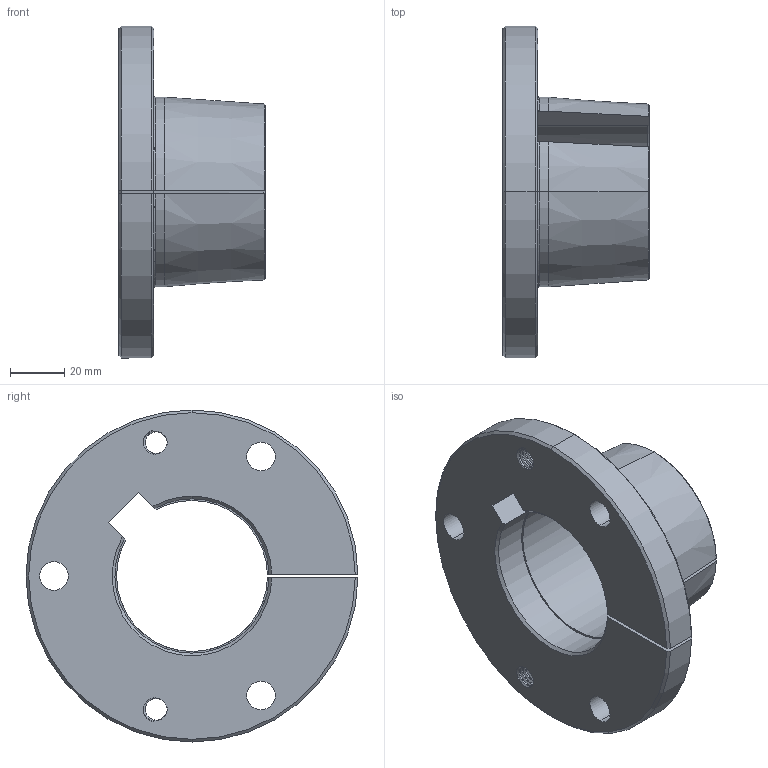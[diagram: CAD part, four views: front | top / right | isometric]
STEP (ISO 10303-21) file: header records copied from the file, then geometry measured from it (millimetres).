
FILE_DESCRIPTION (( 'STEP AP214' ), '1' );
FILE_NAME ('SMR4-TBK-35.step', '2016-11-22T21:14:39', ( '' ), ( '' ), 'SwSTEP 2.0', 'SolidWorks 2016', '' );
FILE_SCHEMA (( 'AUTOMOTIVE_DESIGN' ));
Length unit declared in the file: inch
Products named in the file (1): SMR4-TBK-35
Bounding box: 54 x 122.2 x 122.2 mm (x, y, z)
Volume: 155270.9 mm3; surface area: 42503.7 mm2
Topology: 1 solids, 1 shells, 128 faces, 372 edges, 246 vertices
Faces by surface type: cylinder 92, cone 18, plane 11, bspline 7
Entity records: 6113 total; most frequent: CARTESIAN_POINT 3123, ORIENTED_EDGE 744, DIRECTION 512, EDGE_CURVE 372, VERTEX_POINT 246, AXIS2_PLACEMENT_3D 194, EDGE_LOOP 138, FACE_OUTER_BOUND 128
